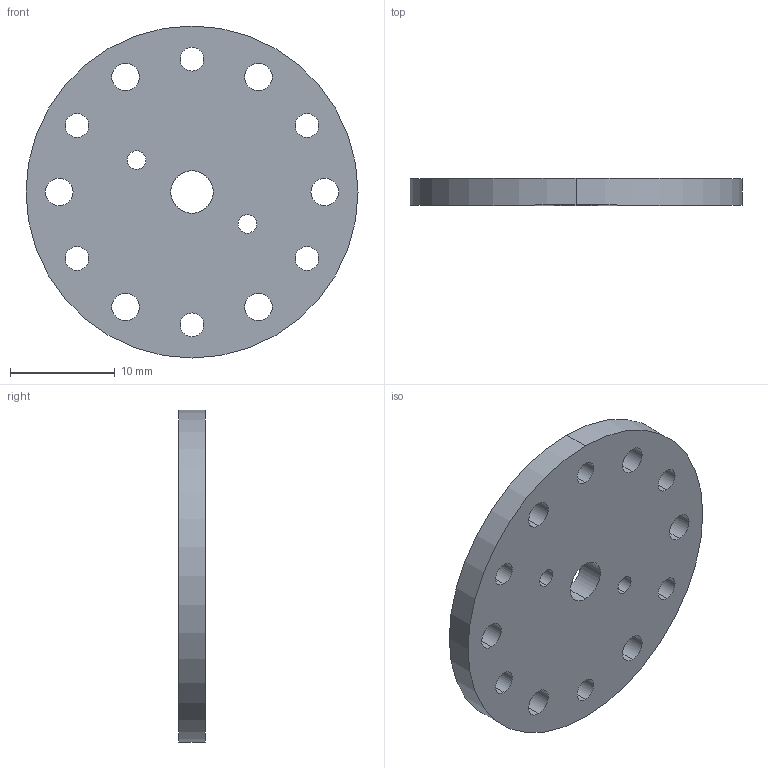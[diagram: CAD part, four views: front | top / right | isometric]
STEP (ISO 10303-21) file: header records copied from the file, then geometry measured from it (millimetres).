
FILE_DESCRIPTION (( 'STEP AP214' ), '1' );
FILE_NAME ('hub_bottom.STEP', '2019-12-05T22:05:53', ( '' ), ( '' ), 'SwSTEP 2.0', 'SolidWorks 2014', '' );
FILE_SCHEMA (( 'AUTOMOTIVE_DESIGN' ));
Length unit declared in the file: inch
Products named in the file (1): hub_bottom
Bounding box: 31.75 x 2.54 x 31.75 mm (x, y, z)
Volume: 1820.7 mm3; surface area: 1982.5 mm2
Topology: 1 solids, 1 shells, 34 faces, 96 edges, 64 vertices
Faces by surface type: cylinder 32, plane 2
Entity records: 1296 total; most frequent: DIRECTION 230, CARTESIAN_POINT 195, ORIENTED_EDGE 192, AXIS2_PLACEMENT_3D 99, EDGE_CURVE 96, EDGE_LOOP 64, CIRCLE 64, VERTEX_POINT 64
